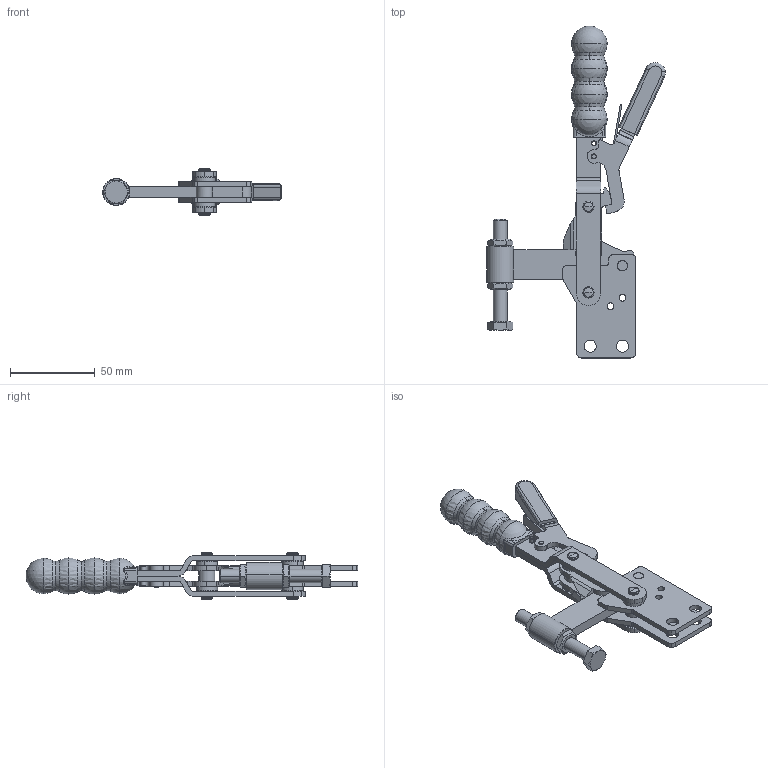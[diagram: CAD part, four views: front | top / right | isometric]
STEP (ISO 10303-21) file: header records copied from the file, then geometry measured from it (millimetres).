
FILE_DESCRIPTION((''),'2;1');
FILE_NAME('MG85S-SL.stp','2009-11-24T15:34:10',('David'),(''),'Autodesk Inventor 8','Autodesk Inventor 8','');
FILE_SCHEMA(('AUTOMOTIVE_DESIGN { 1 0 10303 214 1 1 1 1 }'));
Length unit declared in the file: millimetre
Products named in the file (7): MG85S-SL; MG85 SIDEPLATE ASSEMBLY; MG85-SL HANDLE ASSEMBLY; MG85-SL LINK ASSEMBLY; MG85 S-BAR ASSEMBLY; ISO 4017  (Regular Thread) M8 x 60; MG85-SL LEVER ASSEMBLY
Assembly tree (6 placements, depth 2):
  MG85S-SL
    MG85 SIDEPLATE ASSEMBLY
    MG85-SL HANDLE ASSEMBLY
    MG85-SL LINK ASSEMBLY
    MG85 S-BAR ASSEMBLY
    ISO 4017  (Regular Thread) M8 x 60
    MG85-SL LEVER ASSEMBLY
Bounding box: 105.3 x 195.62 x 28 mm (x, y, z)
Volume: 69435 mm3; surface area: 41653.4 mm2
Topology: 7 solids, 9 shells, 536 faces, 1439 edges, 930 vertices
Faces by surface type: plane 164, cylinder 157, bspline 119, cone 64, torus 20, sphere 12
Entity records: 19392 total; most frequent: CARTESIAN_POINT 5810, DIRECTION 2894, ORIENTED_EDGE 2824, EDGE_CURVE 1412, AXIS2_PLACEMENT_3D 1112, VERTEX_POINT 926, CIRCLE 682, VECTOR 670
